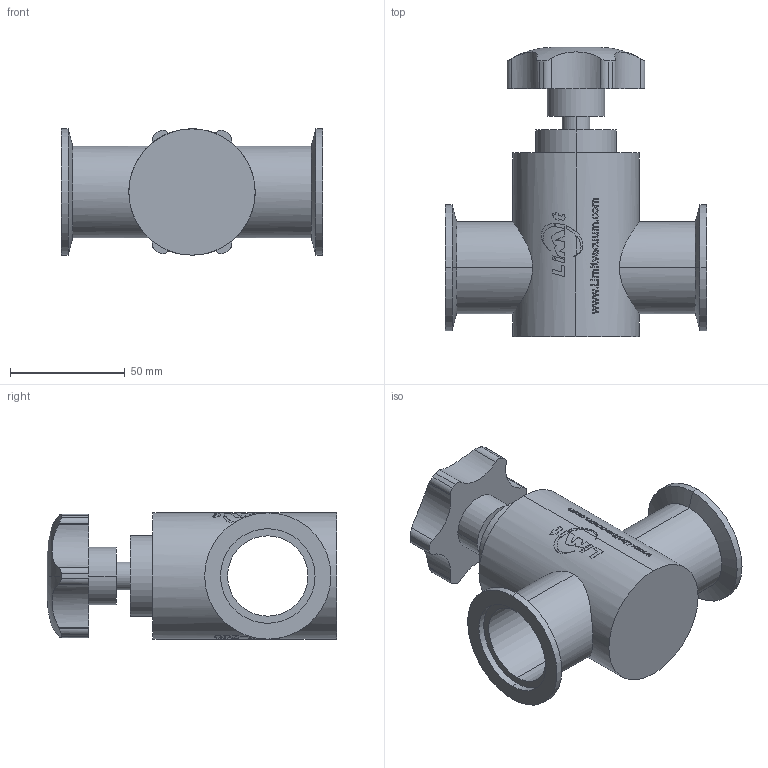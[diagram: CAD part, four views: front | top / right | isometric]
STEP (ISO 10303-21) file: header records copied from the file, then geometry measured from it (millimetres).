
FILE_DESCRIPTION (( 'STEP AP214' ), '1' );
FILE_NAME ('GDZ-KF40.STEP', '2024-08-19T02:30:40', ( '' ), ( '' ), 'SwSTEP 2.0', 'SolidWorks 2020', '' );
FILE_SCHEMA (( 'AUTOMOTIVE_DESIGN' ));
Products named in the file (1): GDZ-KF40
Bounding box: 114 x 126 x 55 mm (x, y, z)
Volume: 263037.7 mm3; surface area: 57702.1 mm2
Topology: 2 solids, 2 shells, 646 faces, 1748 edges, 1163 vertices
Faces by surface type: bspline 299, plane 240, cylinder 101, cone 4, torus 2
Entity records: 64729 total; most frequent: CARTESIAN_POINT 51056, ORIENTED_EDGE 3496, EDGE_CURVE 1748, DIRECTION 1697, VERTEX_POINT 1163, B_SPLINE_CURVE_WITH_KNOTS 1028, EDGE_LOOP 705, FACE_OUTER_BOUND 646
